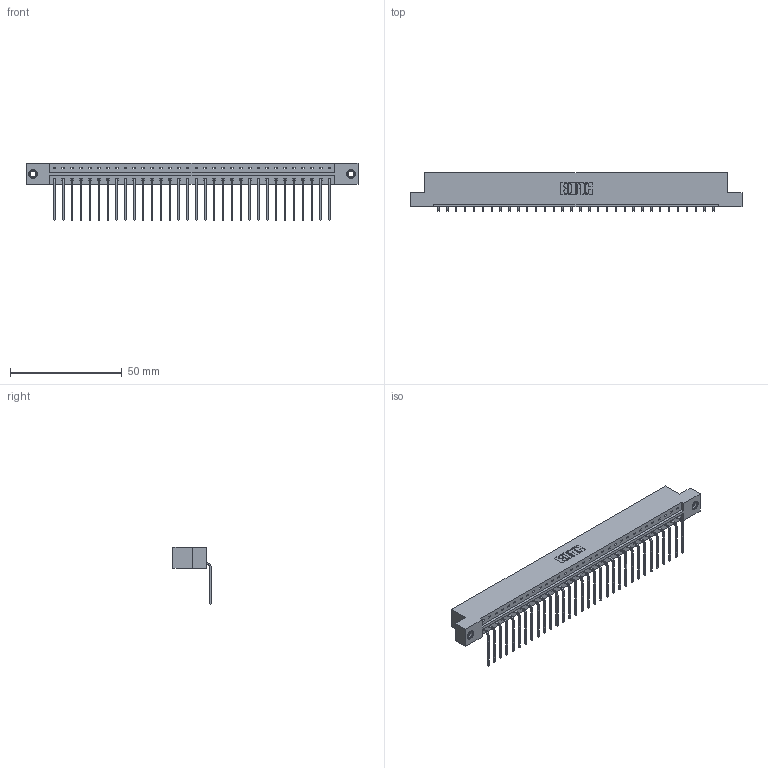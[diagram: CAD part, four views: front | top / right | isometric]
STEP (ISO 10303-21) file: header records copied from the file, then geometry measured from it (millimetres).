
FILE_DESCRIPTION (( 'STEP AP203' ), '1' );
FILE_NAME ('833-032-559-107.STEP', '2020-06-02T19:19:42', ( '' ), ( '' ), 'SwSTEP 2.0', 'SolidWorks 2020', '' );
FILE_SCHEMA (( 'CONFIG_CONTROL_DESIGN' ));
Length unit declared in the file: inch
Products named in the file (4): 833-032-559-107; 833 Part_Flush - .156 Dia - TI; 345-292-001_558 559 Tail - 1; 345-250-001_345-250-005-103
Assembly tree (35 placements, depth 2):
  833-032-559-107
    833 Part_Flush - .156 Dia - TI
    345-292-001_558 559 Tail - 1  x32
    345-250-001_345-250-005-103  x2
Bounding box: 148.34 x 17.09 x 25.53 mm (x, y, z)
Volume: 14933.9 mm3; surface area: 16784.1 mm2
Topology: 35 solids, 35 shells, 2094 faces, 6271 edges, 4130 vertices
Faces by surface type: plane 1510, cylinder 568, cone 12, torus 4
Entity records: 22126 total; most frequent: CARTESIAN_POINT 3801, ORIENTED_EDGE 3762, DIRECTION 3259, EDGE_CURVE 1881, LINE 1733, VECTOR 1733, VERTEX_POINT 1248, AXIS2_PLACEMENT_3D 763
